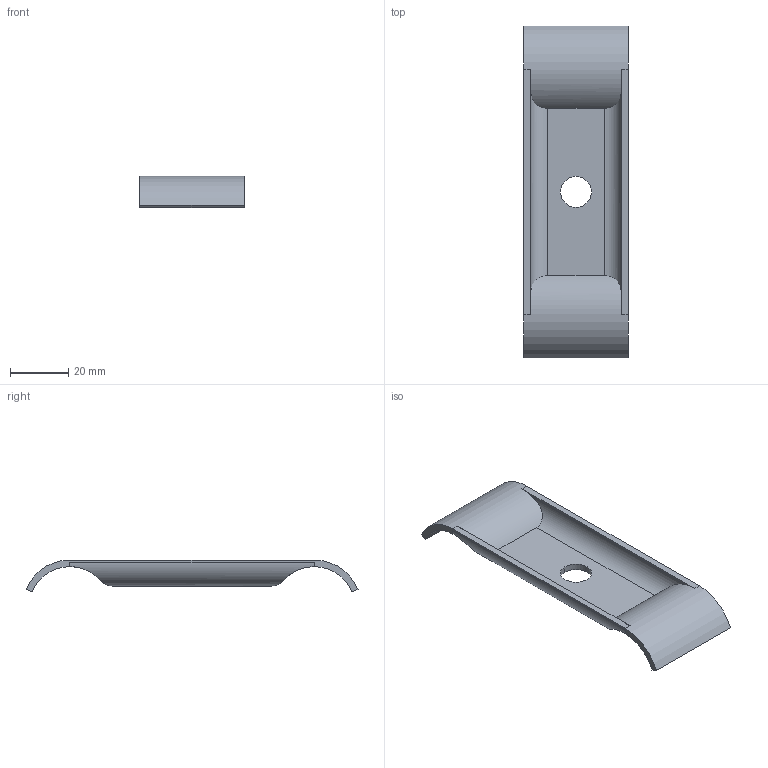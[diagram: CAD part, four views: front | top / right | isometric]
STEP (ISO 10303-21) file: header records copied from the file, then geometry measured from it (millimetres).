
FILE_DESCRIPTION (( 'STEP AP214' ), '1' );
FILE_NAME ('B330 Ñîåäèíèòåëü äëÿ òðóá Ô28, òèï B.STEP', '2024-01-17T09:45:20', ( '' ), ( '' ), 'SwSTEP 2.0', 'SolidWorks 2022', '' );
FILE_SCHEMA (( 'AUTOMOTIVE_DESIGN' ));
Length unit declared in the file: millimetre
Products named in the file (1): B330 Соединитель для труб Ф28, тип B
Bounding box: 36 x 114.17 x 11 mm (x, y, z)
Volume: 11110.3 mm3; surface area: 10478.3 mm2
Topology: 1 solids, 1 shells, 26 faces, 72 edges, 48 vertices
Faces by surface type: plane 14, cylinder 12
Entity records: 1639 total; most frequent: CARTESIAN_POINT 650, ORIENTED_EDGE 144, DIRECTION 134, EDGE_CURVE 72, VERTEX_POINT 48, AXIS2_PLACEMENT_3D 47, VECTOR 40, LINE 40
